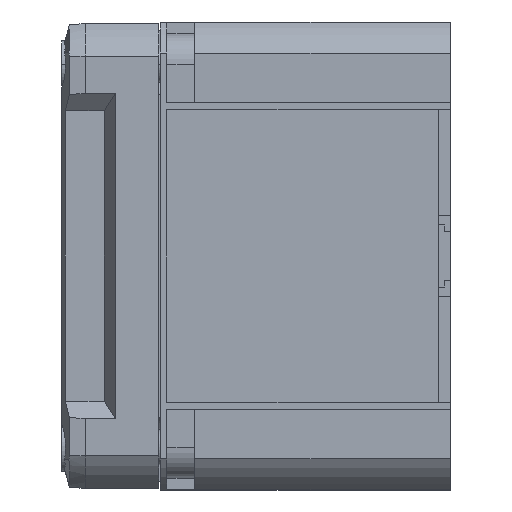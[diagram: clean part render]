
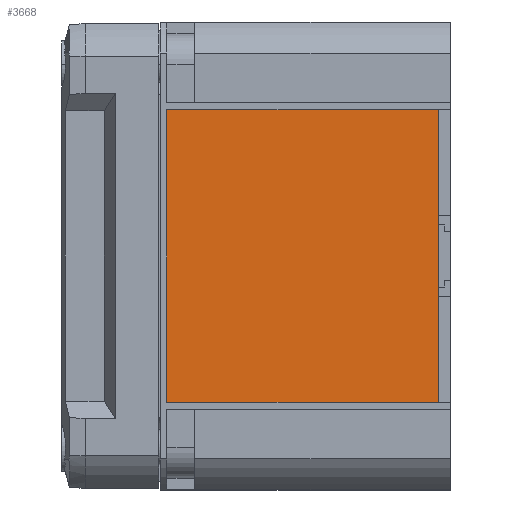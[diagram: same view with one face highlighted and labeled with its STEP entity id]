
A CAD part, left-side view. The second image highlights one B-rep face of the part: STEP entity #3668.
In plain terms, the highlighted planar face has unit normal (-1, 0, 0).
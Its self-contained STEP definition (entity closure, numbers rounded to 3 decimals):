
#686 = FACE_OUTER_BOUND ( 'NONE', #13354, .T. ) ;
#1561 = CARTESIAN_POINT ( 'NONE',  ( -93.841, 87.5, 47.15 ) ) ;
#1722 = CARTESIAN_POINT ( 'NONE',  ( -93.841, 87.5, 47.15 ) ) ;
#2014 = AXIS2_PLACEMENT_3D ( 'NONE', #19443, #28124, #27588 ) ;
#3335 = VERTEX_POINT ( 'NONE', #4377 ) ;
#3584 = CARTESIAN_POINT ( 'NONE',  ( -93.841, 87.5, -47.15 ) ) ;
#3668 = ADVANCED_FACE ( 'NONE', ( #686 ), #17074, .T. ) ;
#4377 = CARTESIAN_POINT ( 'NONE',  ( -93.841, 0., 47.15 ) ) ;
#5883 = EDGE_CURVE ( 'NONE', #22053, #32832, #21861, .T. ) ;
#6549 = VERTEX_POINT ( 'NONE', #1722 ) ;
#8023 = DIRECTION ( 'NONE',  ( 0., -1., 0. ) ) ;
#8380 = ORIENTED_EDGE ( 'NONE', *, *, #35902, .T. ) ;
#9632 = VECTOR ( 'NONE', #8023, 1000. ) ;
#9636 = EDGE_CURVE ( 'NONE', #32832, #3335, #18037, .T. ) ;
#12653 = DIRECTION ( 'NONE',  ( 0., 1., 0. ) ) ;
#13354 = EDGE_LOOP ( 'NONE', ( #26975, #26013, #32559, #8380 ) ) ;
#14665 = DIRECTION ( 'NONE',  ( 0., 0., -1. ) ) ;
#17074 = PLANE ( 'NONE',  #2014 ) ;
#18037 = LINE ( 'NONE', #20221, #30636 ) ;
#18143 = CARTESIAN_POINT ( 'NONE',  ( -93.841, 0., -47.15 ) ) ;
#18889 = VECTOR ( 'NONE', #14665, 1000. ) ;
#19443 = CARTESIAN_POINT ( 'NONE',  ( -93.841, 0., 0. ) ) ;
#20221 = CARTESIAN_POINT ( 'NONE',  ( -93.841, 0., 0. ) ) ;
#21861 = LINE ( 'NONE', #32901, #9632 ) ;
#21869 = EDGE_CURVE ( 'NONE', #3335, #6549, #29520, .T. ) ;
#22053 = VERTEX_POINT ( 'NONE', #35697 ) ;
#26013 = ORIENTED_EDGE ( 'NONE', *, *, #9636, .T. ) ;
#26975 = ORIENTED_EDGE ( 'NONE', *, *, #5883, .T. ) ;
#27588 = DIRECTION ( 'NONE',  ( 0., 0., 1. ) ) ;
#28124 = DIRECTION ( 'NONE',  ( -1., 0., 0. ) ) ;
#29520 = LINE ( 'NONE', #1561, #33163 ) ;
#30636 = VECTOR ( 'NONE', #34540, 1000. ) ;
#32559 = ORIENTED_EDGE ( 'NONE', *, *, #21869, .T. ) ;
#32832 = VERTEX_POINT ( 'NONE', #18143 ) ;
#32901 = CARTESIAN_POINT ( 'NONE',  ( -93.841, 87.5, -47.15 ) ) ;
#33001 = LINE ( 'NONE', #3584, #18889 ) ;
#33163 = VECTOR ( 'NONE', #12653, 1000. ) ;
#34540 = DIRECTION ( 'NONE',  ( 0., 0., 1. ) ) ;
#35697 = CARTESIAN_POINT ( 'NONE',  ( -93.841, 87.5, -47.15 ) ) ;
#35902 = EDGE_CURVE ( 'NONE', #6549, #22053, #33001, .T. ) ;
